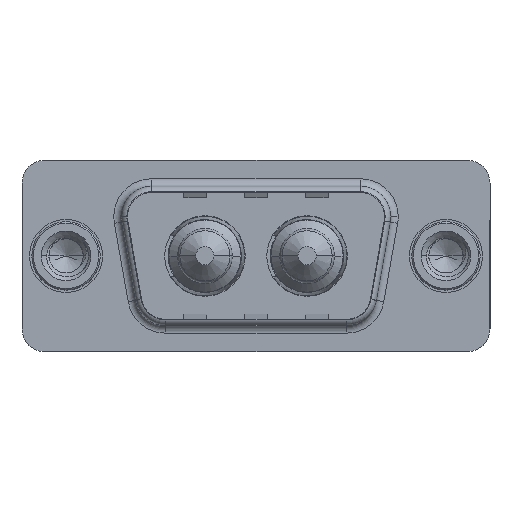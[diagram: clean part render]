
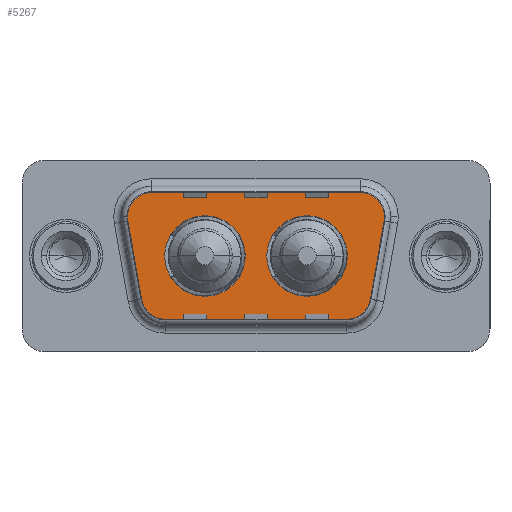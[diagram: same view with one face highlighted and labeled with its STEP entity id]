
A CAD part, top view. The second image highlights one B-rep face of the part: STEP entity #5267.
In plain terms, the highlighted planar face has unit normal (0, 0, 1).
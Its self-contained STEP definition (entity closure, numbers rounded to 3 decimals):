
#360 = EDGE_CURVE ( 'NONE', #2653, #10331, #1354, .T. ) ;
#383 = CARTESIAN_POINT ( 'NONE',  ( 21.564, 2.9, 0. ) ) ;
#589 = DIRECTION ( 'NONE',  ( 0., 0., 1. ) ) ;
#655 = AXIS2_PLACEMENT_3D ( 'NONE', #7115, #1655, #8040 ) ;
#772 = ORIENTED_EDGE ( 'NONE', *, *, #8999, .T. ) ;
#903 = EDGE_CURVE ( 'NONE', #10226, #3947, #5069, .T. ) ;
#1004 = ORIENTED_EDGE ( 'NONE', *, *, #9202, .F. ) ;
#1043 = FACE_OUTER_BOUND ( 'NONE', #7901, .T. ) ;
#1100 = DIRECTION ( 'NONE',  ( 0., 0., 1. ) ) ;
#1123 = ORIENTED_EDGE ( 'NONE', *, *, #6944, .T. ) ;
#1140 = CARTESIAN_POINT ( 'NONE',  ( 9.14, 0., 0. ) ) ;
#1239 = DIRECTION ( 'NONE',  ( -1., 0., 0. ) ) ;
#1255 = CARTESIAN_POINT ( 'NONE',  ( 5.436, 4.9, 0. ) ) ;
#1262 = CARTESIAN_POINT ( 'NONE',  ( 6.459, -4.9, 0. ) ) ;
#1345 = FACE_BOUND ( 'NONE', #7905, .T. ) ;
#1354 = CIRCLE ( 'NONE', #6034, 2.65 ) ;
#1475 = VERTEX_POINT ( 'NONE', #6533 ) ;
#1616 = CARTESIAN_POINT ( 'NONE',  ( 21.534, 2.553, 0. ) ) ;
#1655 = DIRECTION ( 'NONE',  ( 0., 0., 1. ) ) ;
#1666 = VERTEX_POINT ( 'NONE', #383 ) ;
#1678 = CARTESIAN_POINT ( 'NONE',  ( 18.541, -2.9, 0. ) ) ;
#1689 = DIRECTION ( 'NONE',  ( 0., 0., 1. ) ) ;
#1765 = VERTEX_POINT ( 'NONE', #5246 ) ;
#1788 = VERTEX_POINT ( 'NONE', #1262 ) ;
#1843 = CARTESIAN_POINT ( 'NONE',  ( 6.459, -4.9, 0. ) ) ;
#2125 = AXIS2_PLACEMENT_3D ( 'NONE', #3197, #9603, #4128 ) ;
#2266 = PLANE ( 'NONE',  #6819 ) ;
#2398 = VECTOR ( 'NONE', #7652, 1000. ) ;
#2424 = DIRECTION ( 'NONE',  ( 0.174, 0.985, 0. ) ) ;
#2453 = CARTESIAN_POINT ( 'NONE',  ( 15.86, 0., 0. ) ) ;
#2653 = VERTEX_POINT ( 'NONE', #3601 ) ;
#2867 = EDGE_CURVE ( 'NONE', #1788, #3907, #3019, .T. ) ;
#2920 = DIRECTION ( 'NONE',  ( 0., 0., 1. ) ) ;
#2937 = ORIENTED_EDGE ( 'NONE', *, *, #11455, .T. ) ;
#3019 = LINE ( 'NONE', #1843, #10051 ) ;
#3197 = CARTESIAN_POINT ( 'NONE',  ( 19.564, 2.9, 0. ) ) ;
#3328 = EDGE_LOOP ( 'NONE', ( #9108, #10525 ) ) ;
#3414 = AXIS2_PLACEMENT_3D ( 'NONE', #8478, #10682, #1239 ) ;
#3436 = CIRCLE ( 'NONE', #2125, 2. ) ;
#3601 = CARTESIAN_POINT ( 'NONE',  ( 11.79, 0., 0. ) ) ;
#3655 = VERTEX_POINT ( 'NONE', #7430 ) ;
#3820 = DIRECTION ( 'NONE',  ( 0., 0., 1. ) ) ;
#3907 = VERTEX_POINT ( 'NONE', #5071 ) ;
#3926 = LINE ( 'NONE', #7184, #6323 ) ;
#3947 = VERTEX_POINT ( 'NONE', #3953 ) ;
#3953 = CARTESIAN_POINT ( 'NONE',  ( 18.51, 0., 0. ) ) ;
#4041 = CARTESIAN_POINT ( 'NONE',  ( 6.49, 0., 0. ) ) ;
#4057 = VECTOR ( 'NONE', #2424, 1000. ) ;
#4128 = DIRECTION ( 'NONE',  ( -1., 0., 0. ) ) ;
#4738 = CARTESIAN_POINT ( 'NONE',  ( 4.489, -3.247, 0. ) ) ;
#4948 = EDGE_CURVE ( 'NONE', #1765, #1666, #5479, .T. ) ;
#4975 = DIRECTION ( 'NONE',  ( 1., 0., 0. ) ) ;
#5005 = AXIS2_PLACEMENT_3D ( 'NONE', #2453, #2920, #8559 ) ;
#5006 = DIRECTION ( 'NONE',  ( 0., 0., 1. ) ) ;
#5069 = CIRCLE ( 'NONE', #5005, 2.65 ) ;
#5071 = CARTESIAN_POINT ( 'NONE',  ( 18.541, -4.9, 0. ) ) ;
#5103 = ORIENTED_EDGE ( 'NONE', *, *, #10320, .T. ) ;
#5119 = VERTEX_POINT ( 'NONE', #4738 ) ;
#5246 = CARTESIAN_POINT ( 'NONE',  ( 21.534, 2.553, 0. ) ) ;
#5267 = ADVANCED_FACE ( 'NONE', ( #1345, #5611, #1043 ), #2266, .T. ) ;
#5479 = CIRCLE ( 'NONE', #3414, 2. ) ;
#5483 = CIRCLE ( 'NONE', #6193, 2. ) ;
#5611 = FACE_BOUND ( 'NONE', #3328, .T. ) ;
#5679 = CARTESIAN_POINT ( 'NONE',  ( 13.21, 0., 0. ) ) ;
#5690 = CARTESIAN_POINT ( 'NONE',  ( 19.564, 4.9, 0. ) ) ;
#5703 = ORIENTED_EDGE ( 'NONE', *, *, #8848, .T. ) ;
#5707 = ORIENTED_EDGE ( 'NONE', *, *, #2867, .T. ) ;
#5920 = ORIENTED_EDGE ( 'NONE', *, *, #4948, .T. ) ;
#5994 = EDGE_CURVE ( 'NONE', #10331, #2653, #9352, .T. ) ;
#6034 = AXIS2_PLACEMENT_3D ( 'NONE', #1140, #8272, #9910 ) ;
#6074 = CARTESIAN_POINT ( 'NONE',  ( 6.459, -2.9, 0. ) ) ;
#6118 = CIRCLE ( 'NONE', #10119, 2. ) ;
#6157 = DIRECTION ( 'NONE',  ( 1., 0., 0. ) ) ;
#6193 = AXIS2_PLACEMENT_3D ( 'NONE', #9281, #3820, #10201 ) ;
#6305 = EDGE_CURVE ( 'NONE', #1475, #1765, #6445, .T. ) ;
#6323 = VECTOR ( 'NONE', #8269, 1000. ) ;
#6396 = CARTESIAN_POINT ( 'NONE',  ( 9.14, 0., 0. ) ) ;
#6445 = LINE ( 'NONE', #1616, #4057 ) ;
#6533 = CARTESIAN_POINT ( 'NONE',  ( 20.511, -3.247, 0. ) ) ;
#6548 = CARTESIAN_POINT ( 'NONE',  ( 18.541, -2.9, 0. ) ) ;
#6819 = AXIS2_PLACEMENT_3D ( 'NONE', #1678, #1689, #8617 ) ;
#6944 = EDGE_CURVE ( 'NONE', #3655, #5119, #3926, .T. ) ;
#6985 = DIRECTION ( 'NONE',  ( -1., 0., 0. ) ) ;
#7115 = CARTESIAN_POINT ( 'NONE',  ( 15.86, 0., 0. ) ) ;
#7184 = CARTESIAN_POINT ( 'NONE',  ( 3.466, 2.553, 0. ) ) ;
#7236 = LINE ( 'NONE', #1255, #2398 ) ;
#7430 = CARTESIAN_POINT ( 'NONE',  ( 3.466, 2.553, 0. ) ) ;
#7493 = DIRECTION ( 'NONE',  ( 1., 0., 0. ) ) ;
#7652 = DIRECTION ( 'NONE',  ( -1., 0., 0. ) ) ;
#7901 = EDGE_LOOP ( 'NONE', ( #5703, #10184, #5920, #772, #5103, #2937, #1123, #11446, #5707 ) ) ;
#7905 = EDGE_LOOP ( 'NONE', ( #1004, #11645 ) ) ;
#7932 = CARTESIAN_POINT ( 'NONE',  ( 5.436, 4.9, 0. ) ) ;
#7936 = AXIS2_PLACEMENT_3D ( 'NONE', #6548, #1100, #7493 ) ;
#7951 = VERTEX_POINT ( 'NONE', #5690 ) ;
#8040 = DIRECTION ( 'NONE',  ( 1., 0., 0. ) ) ;
#8269 = DIRECTION ( 'NONE',  ( 0.174, -0.985, 0. ) ) ;
#8272 = DIRECTION ( 'NONE',  ( 0., 0., 1. ) ) ;
#8408 = EDGE_CURVE ( 'NONE', #5119, #1788, #6118, .T. ) ;
#8478 = CARTESIAN_POINT ( 'NONE',  ( 19.564, 2.9, 0. ) ) ;
#8559 = DIRECTION ( 'NONE',  ( 1., 0., 0. ) ) ;
#8617 = DIRECTION ( 'NONE',  ( 1., 0., 0. ) ) ;
#8848 = EDGE_CURVE ( 'NONE', #3907, #1475, #9445, .T. ) ;
#8999 = EDGE_CURVE ( 'NONE', #1666, #7951, #3436, .T. ) ;
#9108 = ORIENTED_EDGE ( 'NONE', *, *, #360, .F. ) ;
#9202 = EDGE_CURVE ( 'NONE', #3947, #10226, #11183, .T. ) ;
#9281 = CARTESIAN_POINT ( 'NONE',  ( 5.436, 2.9, 0. ) ) ;
#9311 = AXIS2_PLACEMENT_3D ( 'NONE', #6396, #5006, #4975 ) ;
#9352 = CIRCLE ( 'NONE', #9311, 2.65 ) ;
#9445 = CIRCLE ( 'NONE', #7936, 2. ) ;
#9603 = DIRECTION ( 'NONE',  ( 0., 0., 1. ) ) ;
#9910 = DIRECTION ( 'NONE',  ( 1., 0., 0. ) ) ;
#10051 = VECTOR ( 'NONE', #6157, 1000. ) ;
#10119 = AXIS2_PLACEMENT_3D ( 'NONE', #6074, #589, #6985 ) ;
#10184 = ORIENTED_EDGE ( 'NONE', *, *, #6305, .T. ) ;
#10201 = DIRECTION ( 'NONE',  ( 1., 0., 0. ) ) ;
#10226 = VERTEX_POINT ( 'NONE', #5679 ) ;
#10320 = EDGE_CURVE ( 'NONE', #7951, #11300, #7236, .T. ) ;
#10331 = VERTEX_POINT ( 'NONE', #4041 ) ;
#10525 = ORIENTED_EDGE ( 'NONE', *, *, #5994, .F. ) ;
#10682 = DIRECTION ( 'NONE',  ( 0., 0., 1. ) ) ;
#11183 = CIRCLE ( 'NONE', #655, 2.65 ) ;
#11300 = VERTEX_POINT ( 'NONE', #7932 ) ;
#11446 = ORIENTED_EDGE ( 'NONE', *, *, #8408, .T. ) ;
#11455 = EDGE_CURVE ( 'NONE', #11300, #3655, #5483, .T. ) ;
#11645 = ORIENTED_EDGE ( 'NONE', *, *, #903, .F. ) ;
